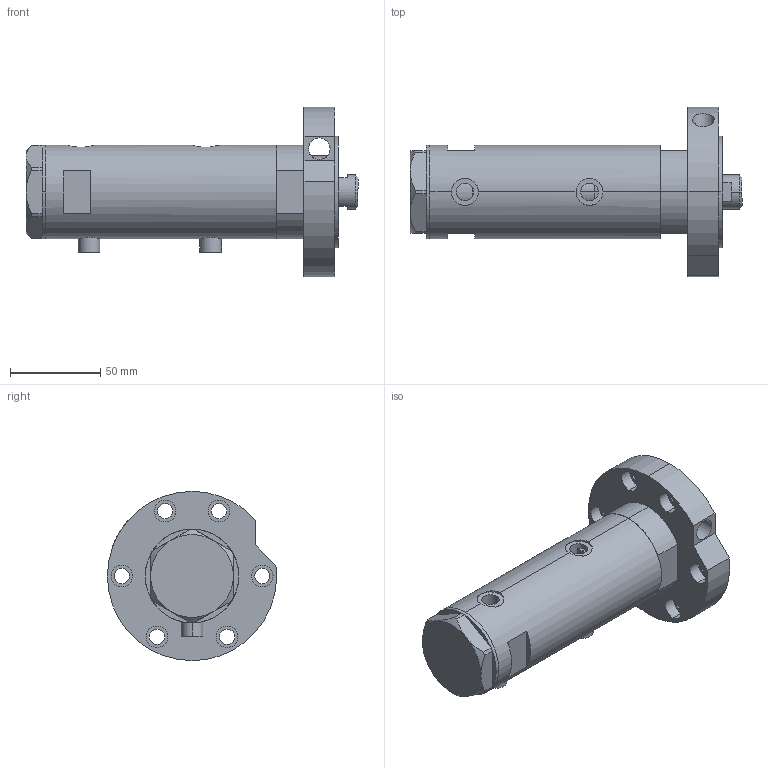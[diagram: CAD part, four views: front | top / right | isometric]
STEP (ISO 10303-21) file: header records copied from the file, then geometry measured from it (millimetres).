
FILE_DESCRIPTION (( 'STEP AP203' ), '1' );
FILE_NAME ('da7a.STEP', '2024-02-12T01:22:41', ( '' ), ( '' ), 'SwSTEP 2.0', 'SolidWorks 2019', '' );
FILE_SCHEMA (( 'CONFIG_CONTROL_DESIGN' ));
Length unit declared in the file: millimetre
Products named in the file (6): da7a; V270CG_VC 397df8b9a2af9a42d8d9dca588aa72bf; V270CG_FRONT 397df8b9a2af9a42d8d9dca588aa72bf; V270CG_RF211E 397df8b9a2af9a42d8d9dca588aa72bf; V270CG_BACK 397df8b9a2af9a42d8d9dca588aa72bf; V270CG_MIDDLE 397df8b9a2af9a42d8d9dca588aa72bf
Assembly tree (5 placements, depth 2):
  da7a
    V270CG_MIDDLE 397df8b9a2af9a42d8d9dca588aa72bf
    V270CG_BACK 397df8b9a2af9a42d8d9dca588aa72bf
    V270CG_FRONT 397df8b9a2af9a42d8d9dca588aa72bf
    V270CG_VC 397df8b9a2af9a42d8d9dca588aa72bf
    V270CG_RF211E 397df8b9a2af9a42d8d9dca588aa72bf
Bounding box: 184.4 x 93.96 x 94 mm (x, y, z)
Volume: 416731.2 mm3; surface area: 100916.2 mm2
Topology: 5 solids, 5 shells, 178 faces, 415 edges, 259 vertices
Faces by surface type: cylinder 82, plane 76, cone 16, torus 4
Entity records: 6474 total; most frequent: CARTESIAN_POINT 1653, DIRECTION 939, ORIENTED_EDGE 826, EDGE_CURVE 413, AXIS2_PLACEMENT_3D 384, VERTEX_POINT 259, EDGE_LOOP 218, CIRCLE 198
